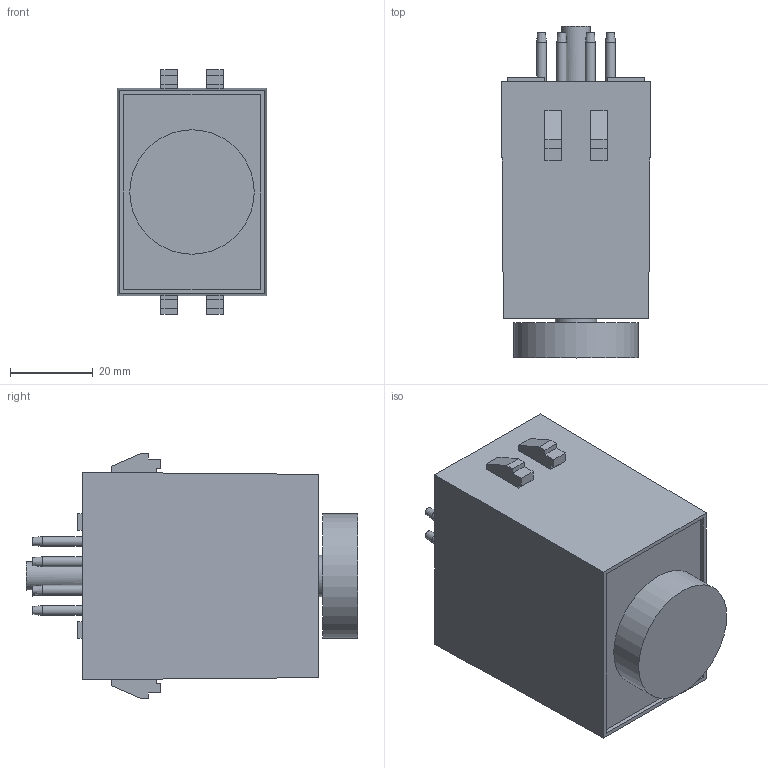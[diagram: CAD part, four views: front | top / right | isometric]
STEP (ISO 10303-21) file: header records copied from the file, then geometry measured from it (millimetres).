
FILE_DESCRIPTION((''),'2;1');
FILE_NAME('GPA.stp','2014-11-18T12:39:01',('AHN'),(''),'Autodesk Inventor 2012','Autodesk Inventor 2012','');
FILE_SCHEMA(('CONFIG_CONTROL_DESIGN'));
Length unit declared in the file: millimetre
Products named in the file (1): GPA
Bounding box: 36 x 80 x 59 mm (x, y, z)
Volume: 106472.5 mm3; surface area: 17058.2 mm2
Topology: 1 solids, 1 shells, 103 faces, 234 edges, 153 vertices
Faces by surface type: plane 79, cylinder 16, cone 8
Full cylindrical faces by diameter (mm): 2.4 x8, 7 x1, 10 x1, 30 x1
Entity records: 2788 total; most frequent: CARTESIAN_POINT 472, DIRECTION 464, ORIENTED_EDGE 430, EDGE_CURVE 215, VECTOR 174, LINE 174, VERTEX_POINT 153, AXIS2_PLACEMENT_3D 145
